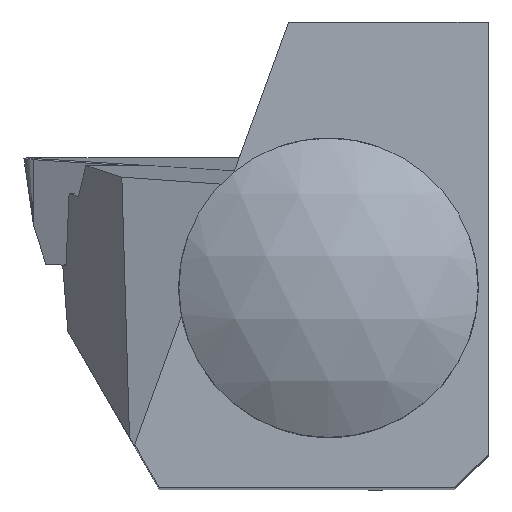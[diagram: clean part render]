
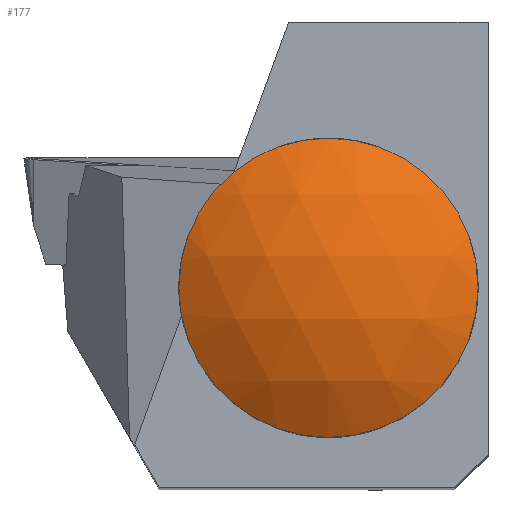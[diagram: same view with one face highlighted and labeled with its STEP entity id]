
A CAD part, top view. The second image highlights one B-rep face of the part: STEP entity #177.
In plain terms, the highlighted spherical face has radius 8 mm.
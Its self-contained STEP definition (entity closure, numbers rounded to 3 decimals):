
#23=SPHERICAL_SURFACE('',#941,8.);
#122=CIRCLE('',#940,4.5);
#177=ADVANCED_FACE('',(#250),#23,.T.);
#250=FACE_OUTER_BOUND('',#301,.T.);
#301=EDGE_LOOP('',(#517));
#517=ORIENTED_EDGE('',*,*,#712,.F.);
#604=VERTEX_POINT('',#1682);
#712=EDGE_CURVE('',#604,#604,#122,.T.);
#940=AXIS2_PLACEMENT_3D('',#1681,#1151,#1152);
#941=AXIS2_PLACEMENT_3D('',#1683,#1153,#1154);
#1151=DIRECTION('',(0.,0.,-1.));
#1152=DIRECTION('',(0.,-1.,0.));
#1153=DIRECTION('',(0.,1.,0.));
#1154=DIRECTION('',(0.,0.,-1.));
#1681=CARTESIAN_POINT('',(-4.8,6.,4.414));
#1682=CARTESIAN_POINT('',(-4.8,1.5,4.414));
#1683=CARTESIAN_POINT('',(-4.8,6.,-2.2));
